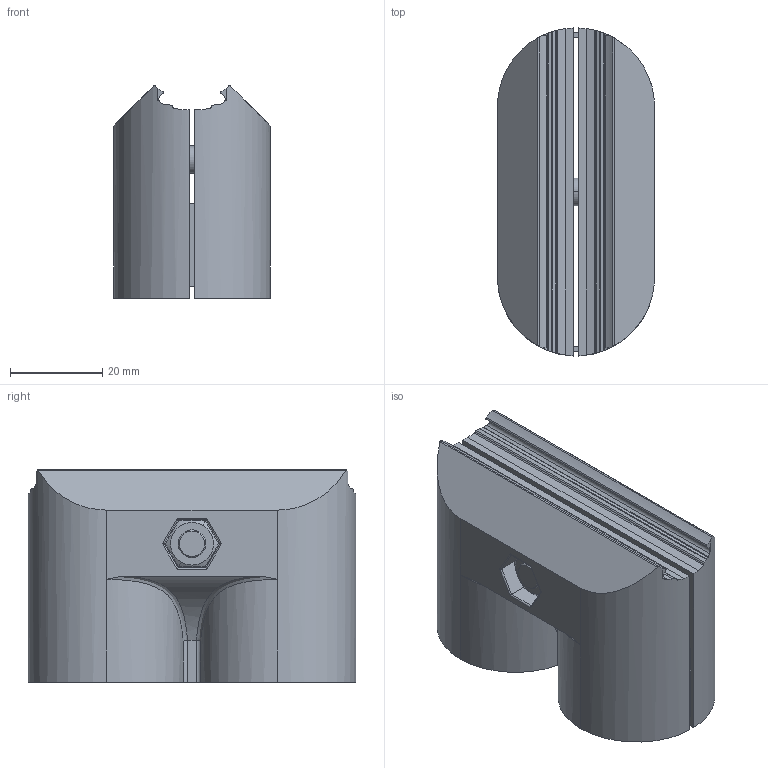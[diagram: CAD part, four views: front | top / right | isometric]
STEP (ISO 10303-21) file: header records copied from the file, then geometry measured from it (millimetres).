
FILE_DESCRIPTION (( 'STEP AP203' ), '1' );
FILE_NAME ('TFS.D28.2.01.05.STEP', '2015-12-15T04:28:40', ( '微软用户' ), ( '微软中国' ), 'SwSTEP 2.0', 'SolidWorks 2012', '' );
FILE_SCHEMA (( 'CONFIG_CONTROL_DESIGN' ));
Length unit declared in the file: millimetre
Products named in the file (1): TFS.D28.2.01.05
Bounding box: 34 x 70.98 x 46.03 mm (x, y, z)
Surface area: 19015.9 mm2 (no closed solid volume)
Topology: 0 solids, 5 shells, 129 faces, 446 edges, 313 vertices
Faces by surface type: cylinder 60, plane 57, cone 6, bspline 4, torus 2
Entity records: 5577 total; most frequent: CARTESIAN_POINT 1829, ORIENTED_EDGE 740, DIRECTION 714, EDGE_CURVE 444, VERTEX_POINT 313, LINE 254, VECTOR 254, AXIS2_PLACEMENT_3D 230
